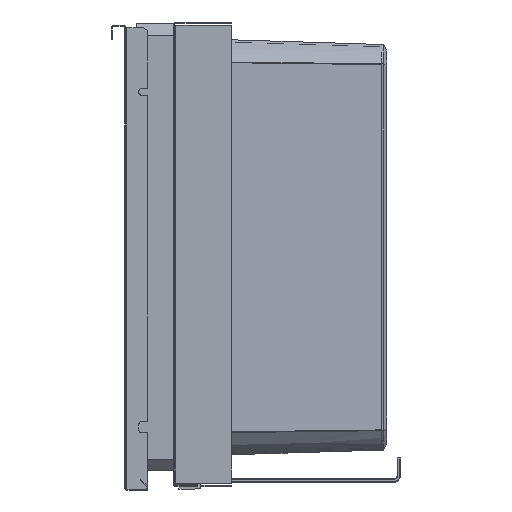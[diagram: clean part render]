
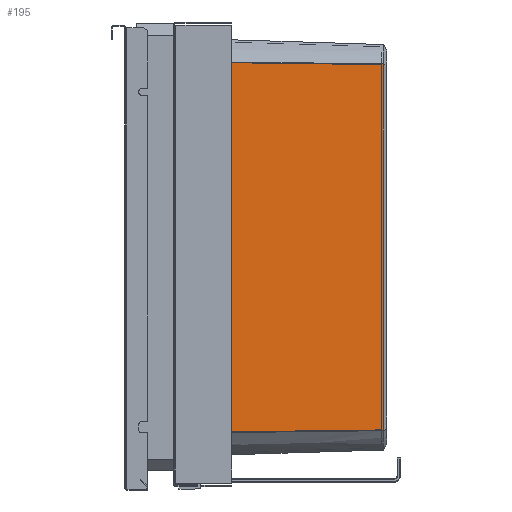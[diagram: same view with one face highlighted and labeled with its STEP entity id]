
A CAD part, left-side view. The second image highlights one B-rep face of the part: STEP entity #195.
In plain terms, the highlighted planar face has unit normal (-1, -0.031, 0).
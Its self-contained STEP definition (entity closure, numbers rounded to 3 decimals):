
#195=ADVANCED_FACE('7144',(#1015),#1016,.T.);
#1015=FACE_OUTER_BOUND('',#2680,.T.);
#1016=PLANE('',#2681);
#2680=EDGE_LOOP('',(#5064,#5065,#5066,#5067));
#2681=AXIS2_PLACEMENT_3D('',#5068,#5069,#5070);
#5064=ORIENTED_EDGE('',*,*,#10883,.T.);
#5065=ORIENTED_EDGE('',*,*,#10884,.F.);
#5066=ORIENTED_EDGE('',*,*,#10885,.F.);
#5067=ORIENTED_EDGE('',*,*,#10872,.F.);
#5068=CARTESIAN_POINT('',(-357.214,-75.469,-193.5));
#5069=DIRECTION('',(-1.,-0.031,0.0));
#5070=DIRECTION('',(0.031,-1.,0.0));
#10872=EDGE_CURVE('44420',#12823,#12825,#12826,.T.);
#10883=EDGE_CURVE('44454',#12823,#12842,#12844,.T.);
#10884=EDGE_CURVE('7267',#12659,#12842,#12845,.T.);
#10885=EDGE_CURVE('44455',#12825,#12659,#12846,.T.);
#12659=VERTEX_POINT('',#15676);
#12823=VERTEX_POINT('',#16045);
#12825=VERTEX_POINT('',#16057);
#12826=LINE('',#16058,#16059);
#12842=VERTEX_POINT('',#16119);
#12844=B_SPLINE_CURVE_WITH_KNOTS('',3,(#16121,#16122,#16123,#16124,#16125,#16126),.UNSPECIFIED.,.F.,.F.,(4,1,1,4),(0.0,0.333,0.667,1.),.UNSPECIFIED.);
#12845=LINE('',#16127,#16128);
#12846=B_SPLINE_CURVE_WITH_KNOTS('',3,(#16129,#16130,#16131,#16132,#16133,#16134),.UNSPECIFIED.,.F.,.F.,(4,1,1,4),(0.0,0.333,0.667,1.0),.UNSPECIFIED.);
#15676=CARTESIAN_POINT('',(-353.945,-180.329,-35.948));
#16045=CARTESIAN_POINT('',(-359.566,0.0,-353.257));
#16057=CARTESIAN_POINT('',(-359.566,0.0,-33.742));
#16058=CARTESIAN_POINT('',(-359.566,0.0,-353.257));
#16059=VECTOR('',#21076,319.515);
#16119=CARTESIAN_POINT('',(-353.945,-180.328,-351.053));
#16121=CARTESIAN_POINT('',(-359.566,0.0,-353.257));
#16122=CARTESIAN_POINT('',(-358.925,-20.575,-353.005));
#16123=CARTESIAN_POINT('',(-357.653,-61.366,-352.505));
#16124=CARTESIAN_POINT('',(-355.779,-121.496,-351.769));
#16125=CARTESIAN_POINT('',(-354.552,-160.84,-351.289));
#16126=CARTESIAN_POINT('',(-353.945,-180.328,-351.052));
#16127=CARTESIAN_POINT('',(-353.945,-180.329,-35.948));
#16128=VECTOR('',#21084,315.104);
#16129=CARTESIAN_POINT('',(-359.566,0.0,-33.742));
#16130=CARTESIAN_POINT('',(-358.925,-20.575,-33.995));
#16131=CARTESIAN_POINT('',(-357.653,-61.365,-34.495));
#16132=CARTESIAN_POINT('',(-355.779,-121.496,-35.23));
#16133=CARTESIAN_POINT('',(-354.552,-160.84,-35.711));
#16134=CARTESIAN_POINT('',(-353.945,-180.329,-35.948));
#21076=DIRECTION('',(0.0,0.0,1.0));
#21084=DIRECTION('',(0.,0.,-1.0));
